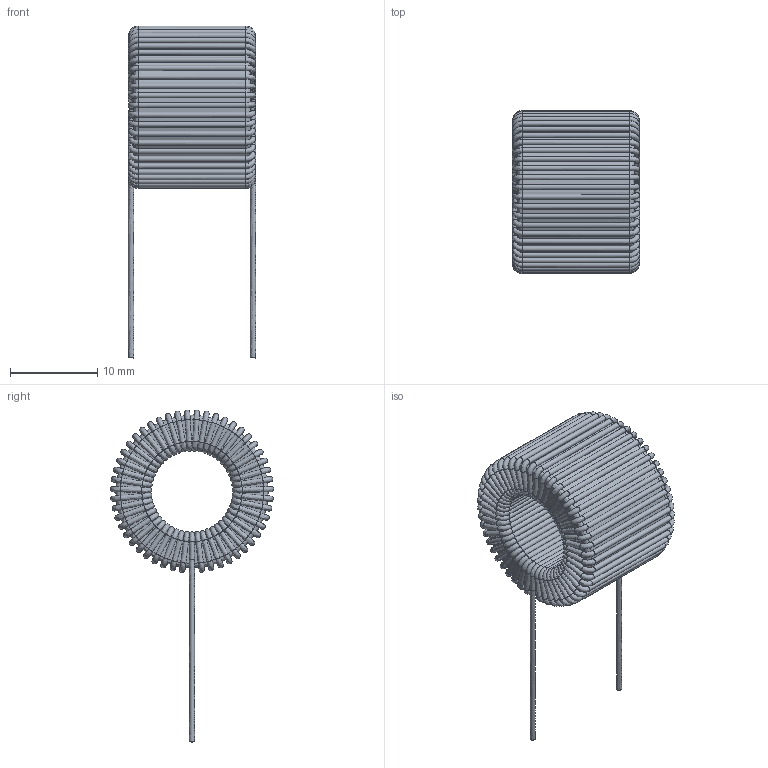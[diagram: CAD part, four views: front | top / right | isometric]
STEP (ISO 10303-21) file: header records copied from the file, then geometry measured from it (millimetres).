
FILE_DESCRIPTION(('STEP AP214'),'1');
FILE_NAME('L_Wurth_WE-FI_74470292.step','2025-04-03T06:43:51',(' '),('ANSOFT Corporation'),'Spatial InterOp 3D',' ',' ');
FILE_SCHEMA(('AUTOMOTIVE_DESIGN { 1 0 10303 214 1 1 1 1 }'));
Length unit declared in the file: millimetre
Products named in the file (1): 1
Bounding box: 14.62 x 18.73 x 38.1 mm (x, y, z)
Volume: 2558.4 mm3; surface area: 4861.6 mm2
Topology: 2 solids, 2 shells, 419 faces, 918 edges, 503 vertices
Faces by surface type: bspline 208, extrusion 104, cylinder 103, plane 4
Full cylindrical faces by diameter (mm): 0.6 x101, 10.5 x1, 17.5 x1
Entity records: 26916 total; most frequent: CARTESIAN_POINT 21677, EDGE_LOOP 836, ORIENTED_EDGE 836, FACE_OUTER_BOUND 834, DIRECTION 642, ADVANCED_FACE 419, EDGE_CURVE 418, VERTEX_POINT 418
